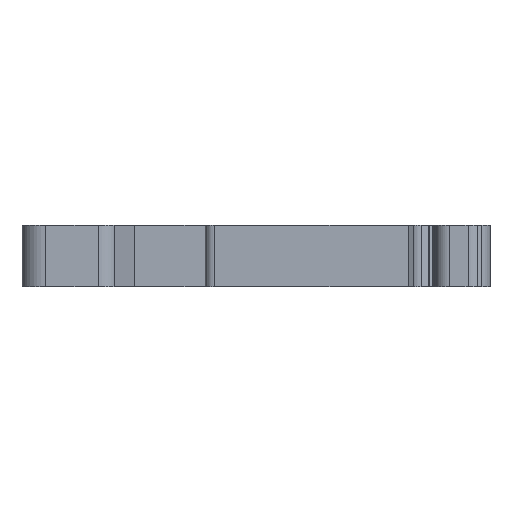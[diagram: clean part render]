
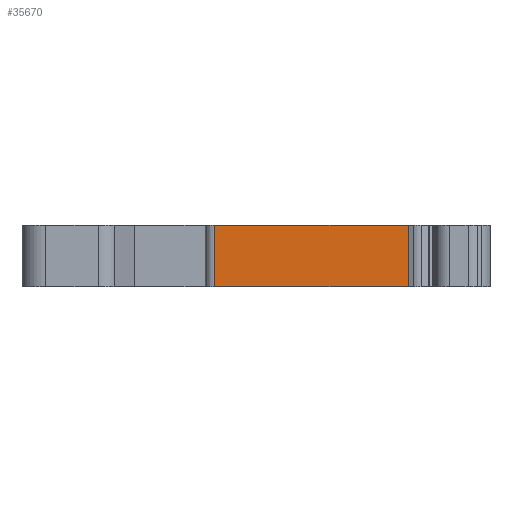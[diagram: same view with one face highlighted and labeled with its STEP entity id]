
A CAD part, front view. The second image highlights one B-rep face of the part: STEP entity #35670.
In plain terms, the highlighted planar face has unit normal (0, -1, 0).
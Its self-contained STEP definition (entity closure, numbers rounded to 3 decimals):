
#7600=CARTESIAN_POINT('',(0.,0.,0.));
#7610=DIRECTION('',(-1.,0.,0.));
#7620=VECTOR('',#7610,1.);
#7630=LINE('',#7600,#7620);
#7930=CARTESIAN_POINT('',(13.1,0.,0.));
#7940=VERTEX_POINT('',#7930);
#7970=CARTESIAN_POINT('',(-7.5,0.,0.));
#7980=VERTEX_POINT('',#7970);
#7990=EDGE_CURVE('',#7940,#7980,#7630,.T.);
#9930=CARTESIAN_POINT('',(-7.5,0.,-6.5));
#9940=VERTEX_POINT('',#9930);
#9970=CARTESIAN_POINT('',(0.,0.,-6.5));
#9980=DIRECTION('',(-1.,0.,0.));
#9990=VECTOR('',#9980,1.);
#10000=LINE('',#9970,#9990);
#10010=CARTESIAN_POINT('',(13.1,0.,-6.5));
#10020=VERTEX_POINT('',#10010);
#10030=EDGE_CURVE('',#10020,#9940,#10000,.T.);
#18780=CARTESIAN_POINT('',(15.3,0.,0.));
#18790=DIRECTION('',(-0.,1.,0.));
#18800=DIRECTION('',(1.,0.,0.));
#18810=AXIS2_PLACEMENT_3D('',#18780,#18790,#18800);
#18820=PLANE('',#18810);
#34210=CARTESIAN_POINT('',(13.1,0.,0.));
#34220=DIRECTION('',(0.,0.,-1.));
#34230=VECTOR('',#34220,1.);
#34240=LINE('',#34210,#34230);
#34250=EDGE_CURVE('',#7940,#10020,#34240,.T.);
#35500=CARTESIAN_POINT('',(-7.5,0.,0.));
#35510=DIRECTION('',(0.,0.,-1.));
#35520=VECTOR('',#35510,1.);
#35530=LINE('',#35500,#35520);
#35540=EDGE_CURVE('',#7980,#9940,#35530,.T.);
#35610=ORIENTED_EDGE('',*,*,#7990,.T.);
#35620=ORIENTED_EDGE('',*,*,#34250,.F.);
#35630=ORIENTED_EDGE('',*,*,#10030,.F.);
#35640=ORIENTED_EDGE('',*,*,#35540,.T.);
#35650=EDGE_LOOP('',(#35640,#35630,#35620,#35610));
#35660=FACE_OUTER_BOUND('',#35650,.T.);
#35670=ADVANCED_FACE('',(#35660),#18820,.F.);
